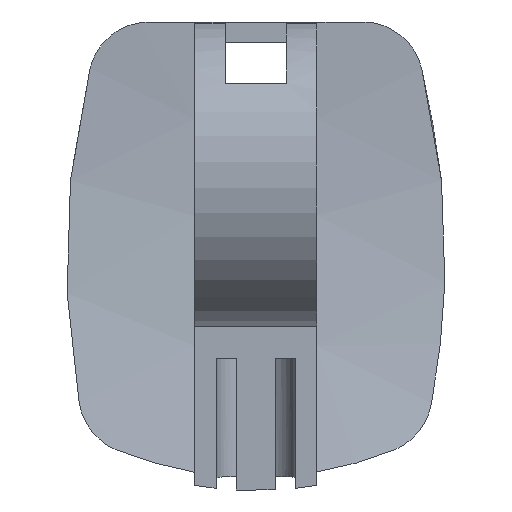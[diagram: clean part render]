
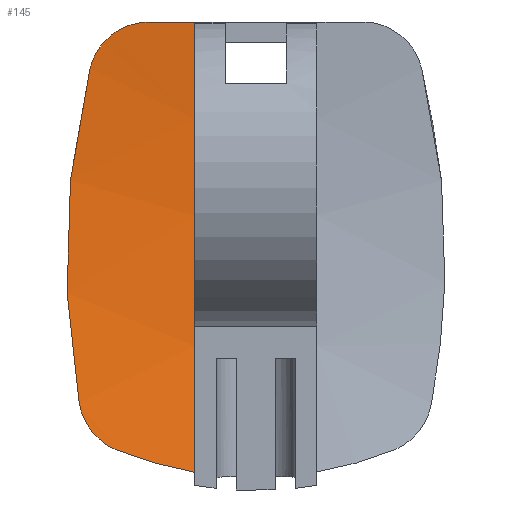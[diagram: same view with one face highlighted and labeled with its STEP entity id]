
A CAD part, front view. The second image highlights one B-rep face of the part: STEP entity #145.
In plain terms, the highlighted free-form (B-spline) face has degree [3, 1] with [4, 2] control points.
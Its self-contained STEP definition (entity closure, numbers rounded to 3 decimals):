
#1 = B_SPLINE_CURVE_WITH_KNOTS ( 'NONE', 3,
 ( #1116, #2050, #1441, #2082 ),
 .UNSPECIFIED., .F., .F.,
 ( 4, 4 ),
 ( 0.002, 0.006 ),
 .UNSPECIFIED. ) ;
#53 = ORIENTED_EDGE ( 'NONE', *, *, #2010, .T. ) ;
#60 = ORIENTED_EDGE ( 'NONE', *, *, #1574, .T. ) ;
#126 = CARTESIAN_POINT ( 'NONE',  ( -8.671, 7.601, -7.199 ) ) ;
#145 = ADVANCED_FACE ( 'NONE', ( #1433 ), #1543, .F. ) ;
#161 = CARTESIAN_POINT ( 'NONE',  ( -8.305, 9.665, 8.546 ) ) ;
#180 = CARTESIAN_POINT ( 'NONE',  ( -7.053, 6.905, -9.427 ) ) ;
#201 = VERTEX_POINT ( 'NONE', #1150 ) ;
#215 = CARTESIAN_POINT ( 'NONE',  ( -7.883, 7.116, -8.793 ) ) ;
#283 = CARTESIAN_POINT ( 'NONE',  ( -9.383, 9.875, 3.98 ) ) ;
#299 = CARTESIAN_POINT ( 'NONE',  ( -5.56, 9.615, 11.5 ) ) ;
#303 = CARTESIAN_POINT ( 'NONE',  ( -3., 9.615, 11.5 ) ) ;
#309 = CARTESIAN_POINT ( 'NONE',  ( -6.518, 9.624, 11.228 ) ) ;
#332 = CARTESIAN_POINT ( 'NONE',  ( -9.318, 9.046, -0.447 ) ) ;
#340 = CARTESIAN_POINT ( 'NONE',  ( -8.722, 9.629, 6.49 ) ) ;
#361 = VERTEX_POINT ( 'NONE', #1825 ) ;
#370 = CARTESIAN_POINT ( 'NONE',  ( -8.344, 7.314, -8.168 ) ) ;
#395 = CARTESIAN_POINT ( 'NONE',  ( -9.76, 9.615, 11.5 ) ) ;
#407 = VECTOR ( 'NONE', #1059, 1000. ) ;
#447 = CARTESIAN_POINT ( 'NONE',  ( -9.383, 6.438, -10.73 ) ) ;
#483 = EDGE_CURVE ( 'NONE', #361, #1018, #911, .T. ) ;
#561 = VERTEX_POINT ( 'NONE', #1179 ) ;
#576 = EDGE_CURVE ( 'NONE', #1018, #1632, #1592, .T. ) ;
#664 = CARTESIAN_POINT ( 'NONE',  ( -7.698, 7.056, -8.975 ) ) ;
#792 = B_SPLINE_CURVE_WITH_KNOTS ( 'NONE', 3,
 ( #1321, #1472, #1800, #303 ),
 .UNSPECIFIED., .F., .F.,
 ( 4, 4 ),
 ( 0.068, 0.911 ),
 .UNSPECIFIED. ) ;
#825 = ORIENTED_EDGE ( 'NONE', *, *, #1743, .T. ) ;
#827 = CARTESIAN_POINT ( 'NONE',  ( -3., 9.615, 11.5 ) ) ;
#843 = CARTESIAN_POINT ( 'NONE',  ( -6.804, 6.871, -9.525 ) ) ;
#911 = B_SPLINE_CURVE_WITH_KNOTS ( 'NONE', 3,
 ( #1897, #161, #1517, #340, #1507, #1963, #1167, #332, #1187, #1664, #1643, #1347 ),
 .UNSPECIFIED., .F., .F.,
 ( 4, 2, 2, 2, 2, 4 ),
 ( 0.002, 0.004, 0.007, 0.011, 0.015, 0.019 ),
 .UNSPECIFIED. ) ;
#913 = CARTESIAN_POINT ( 'NONE',  ( -3., 6.485, -10.604 ) ) ;
#928 = CARTESIAN_POINT ( 'NONE',  ( -7.559, 9.646, 10.414 ) ) ;
#957 = CARTESIAN_POINT ( 'NONE',  ( -3., 9.097, -3.657 ) ) ;
#964 = ORIENTED_EDGE ( 'NONE', *, *, #1637, .T. ) ;
#968 = CARTESIAN_POINT ( 'NONE',  ( -9.383, 9.615, 11.5 ) ) ;
#983 = VERTEX_POINT ( 'NONE', #913 ) ;
#1016 = CARTESIAN_POINT ( 'NONE',  ( -8.671, 7.601, -7.199 ) ) ;
#1018 = VERTEX_POINT ( 'NONE', #126 ) ;
#1036 = CARTESIAN_POINT ( 'NONE',  ( -8.208, 7.243, -8.393 ) ) ;
#1059 = DIRECTION ( 'NONE',  ( -1., 0., 0. ) ) ;
#1092 = CARTESIAN_POINT ( 'NONE',  ( -6.804, 6.871, -9.525 ) ) ;
#1116 = CARTESIAN_POINT ( 'NONE',  ( -6.804, 6.871, -9.525 ) ) ;
#1124 = CARTESIAN_POINT ( 'NONE',  ( -5.225, 9.615, 11.5 ) ) ;
#1150 = CARTESIAN_POINT ( 'NONE',  ( -3., 9.615, 11.5 ) ) ;
#1167 = CARTESIAN_POINT ( 'NONE',  ( -9.238, 9.379, 2.334 ) ) ;
#1179 = CARTESIAN_POINT ( 'NONE',  ( -5.225, 9.615, 11.5 ) ) ;
#1187 = CARTESIAN_POINT ( 'NONE',  ( -9.282, 8.831, -1.825 ) ) ;
#1267 = CARTESIAN_POINT ( 'NONE',  ( -3., 6.438, -10.73 ) ) ;
#1321 = CARTESIAN_POINT ( 'NONE',  ( -3., 6.485, -10.604 ) ) ;
#1336 = CARTESIAN_POINT ( 'NONE',  ( -8.626, 7.528, -7.454 ) ) ;
#1347 = CARTESIAN_POINT ( 'NONE',  ( -8.671, 7.601, -7.199 ) ) ;
#1348 = EDGE_LOOP ( 'NONE', ( #53, #964, #1478, #1547, #825, #60 ) ) ;
#1433 = FACE_OUTER_BOUND ( 'NONE', #1348, .T. ) ;
#1441 = CARTESIAN_POINT ( 'NONE',  ( -4.316, 6.57, -10.376 ) ) ;
#1458 = CARTESIAN_POINT ( 'NONE',  ( -6.809, 9.629, 11.07 ) ) ;
#1472 = CARTESIAN_POINT ( 'NONE',  ( -3., 9.106, -3.565 ) ) ;
#1478 = ORIENTED_EDGE ( 'NONE', *, *, #483, .T. ) ;
#1507 = CARTESIAN_POINT ( 'NONE',  ( -8.836, 9.604, 5.798 ) ) ;
#1517 = CARTESIAN_POINT ( 'NONE',  ( -8.456, 9.66, 7.863 ) ) ;
#1543 = B_SPLINE_SURFACE_WITH_KNOTS ( 'NONE', 3, 1, ( 
 ( #447, #1267 ),
 ( #2076, #957 ),
 ( #283, #1611 ),
 ( #968, #827 ) ),
 .UNSPECIFIED., .F., .F., .F.,
 ( 4, 4 ),
 ( 2, 2 ),
 ( 0.063, 0.911 ),
 ( 0., 1. ),
 .UNSPECIFIED. ) ;
#1547 = ORIENTED_EDGE ( 'NONE', *, *, #576, .T. ) ;
#1574 = EDGE_CURVE ( 'NONE', #983, #201, #792, .T. ) ;
#1584 = CARTESIAN_POINT ( 'NONE',  ( -7.923, 9.655, 9.854 ) ) ;
#1592 = B_SPLINE_CURVE_WITH_KNOTS ( 'NONE', 3,
 ( #1016, #1336, #1983, #370, #1036, #1684, #215, #664, #1806, #1654, #180, #843 ),
 .UNSPECIFIED., .F., .F.,
 ( 4, 2, 2, 2, 2, 4 ),
 ( 0., 0.001, 0.002, 0.002, 0.002, 0.003 ),
 .UNSPECIFIED. ) ;
#1611 = CARTESIAN_POINT ( 'NONE',  ( -3., 9.875, 3.98 ) ) ;
#1632 = VERTEX_POINT ( 'NONE', #1092 ) ;
#1637 = EDGE_CURVE ( 'NONE', #561, #361, #1655, .T. ) ;
#1643 = CARTESIAN_POINT ( 'NONE',  ( -8.903, 7.977, -5.878 ) ) ;
#1654 = CARTESIAN_POINT ( 'NONE',  ( -7.282, 6.949, -9.298 ) ) ;
#1655 = B_SPLINE_CURVE_WITH_KNOTS ( 'NONE', 3,
 ( #1124, #299, #1905, #309, #1458, #1741, #928, #1584, #2098, #1939 ),
 .UNSPECIFIED., .F., .F.,
 ( 4, 2, 2, 2, 4 ),
 ( 0., 0.001, 0.002, 0.003, 0.004 ),
 .UNSPECIFIED. ) ;
#1664 = CARTESIAN_POINT ( 'NONE',  ( -9.075, 8.296, -4.539 ) ) ;
#1684 = CARTESIAN_POINT ( 'NONE',  ( -7.969, 7.147, -8.697 ) ) ;
#1741 = CARTESIAN_POINT ( 'NONE',  ( -7.336, 9.64, 10.658 ) ) ;
#1743 = EDGE_CURVE ( 'NONE', #1632, #983, #1, .T. ) ;
#1800 = CARTESIAN_POINT ( 'NONE',  ( -3., 9.873, 4.025 ) ) ;
#1806 = CARTESIAN_POINT ( 'NONE',  ( -7.597, 7.028, -9.061 ) ) ;
#1825 = CARTESIAN_POINT ( 'NONE',  ( -8.137, 9.661, 9.224 ) ) ;
#1897 = CARTESIAN_POINT ( 'NONE',  ( -8.137, 9.661, 9.224 ) ) ;
#1905 = CARTESIAN_POINT ( 'NONE',  ( -5.886, 9.617, 11.445 ) ) ;
#1939 = CARTESIAN_POINT ( 'NONE',  ( -8.137, 9.661, 9.224 ) ) ;
#1963 = CARTESIAN_POINT ( 'NONE',  ( -9.123, 9.495, 3.722 ) ) ;
#1983 = CARTESIAN_POINT ( 'NONE',  ( -8.552, 7.456, -7.699 ) ) ;
#2010 = EDGE_CURVE ( 'NONE', #201, #561, #2070, .T. ) ;
#2050 = CARTESIAN_POINT ( 'NONE',  ( -5.58, 6.706, -10.006 ) ) ;
#2070 = LINE ( 'NONE', #395, #407 ) ;
#2076 = CARTESIAN_POINT ( 'NONE',  ( -9.383, 9.097, -3.657 ) ) ;
#2082 = CARTESIAN_POINT ( 'NONE',  ( -3., 6.485, -10.604 ) ) ;
#2098 = CARTESIAN_POINT ( 'NONE',  ( -8.056, 9.659, 9.549 ) ) ;
